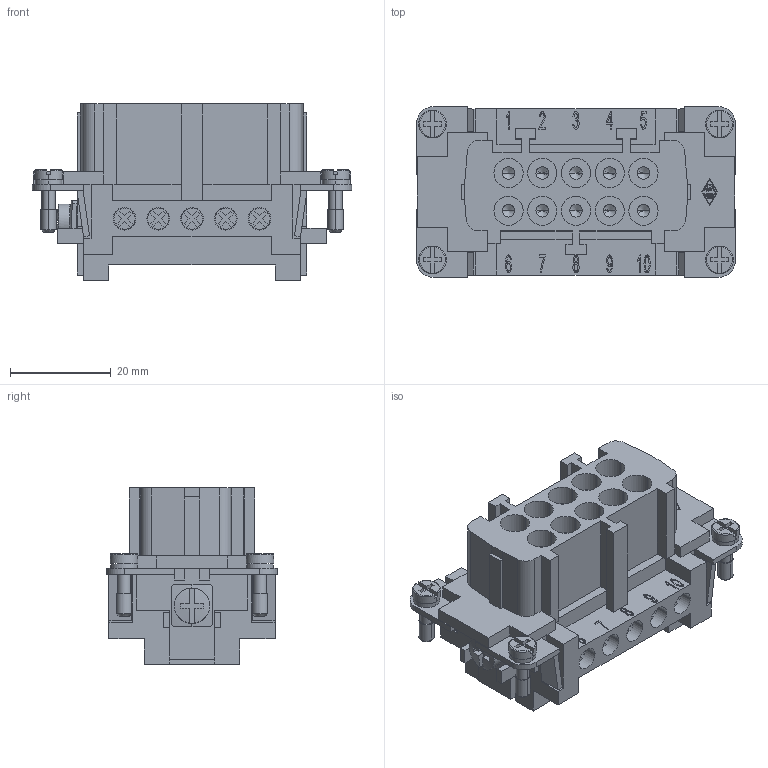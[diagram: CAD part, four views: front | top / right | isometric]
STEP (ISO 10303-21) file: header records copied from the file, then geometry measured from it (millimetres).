
FILE_DESCRIPTION(('Creo Elements/Direct Modeling STEP Export'),'2;1');
FILE_NAME('0ln7uvk469mph264584','2016-12-19T13:38:08',(''),(''),'PTC Creo Elements/Direct Modeling STEP processor for AP214 (Solid Model)','PTC Creo Elements/Direct Modeling 19.0E 27-Jun-2016 (C) Parametric Technology GmbH','');
FILE_SCHEMA(('AUTOMOTIVE_DESIGN { 1 0 10303 214 1 1 1 1 }'));
Length unit declared in the file: millimetre
Products named in the file (1): CNEF_10_RY
Bounding box: 63.4 x 34 x 35 mm (x, y, z)
Volume: 28766.8 mm3; surface area: 21157.1 mm2
Topology: 2 solids, 2 shells, 1233 faces, 3265 edges, 2132 vertices
Faces by surface type: plane 781, cylinder 216, bspline 186, cone 28, torus 16, sphere 6
Entity records: 49290 total; most frequent: CARTESIAN_POINT 9652, ORIENTED_EDGE 6490, DIRECTION 5534, EDGE_CURVE 3245, VECTOR 2276, LINE 2276, VERTEX_POINT 2131, AXIS2_PLACEMENT_3D 1629
